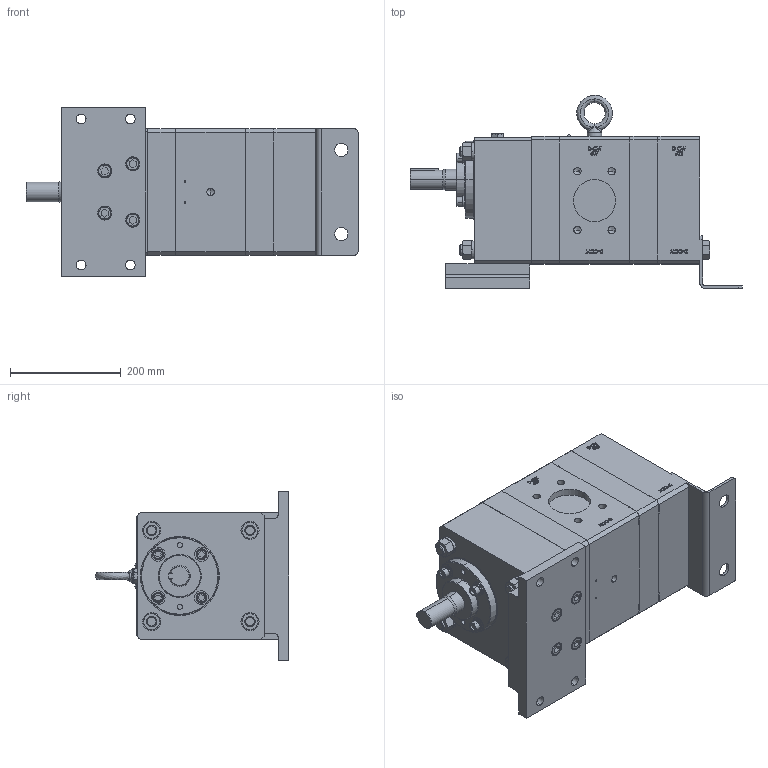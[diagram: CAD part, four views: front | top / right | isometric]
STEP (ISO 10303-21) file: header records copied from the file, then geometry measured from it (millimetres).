
FILE_DESCRIPTION (( 'STEP AP214' ), '1' );
FILE_NAME ('G-1440-15J9-003.STEP', '2019-09-24T18:09:20', ( '' ), ( '' ), 'SwSTEP 2.0', 'SolidWorks 2018', '' );
FILE_SCHEMA (( 'AUTOMOTIVE_DESIGN' ));
Length unit declared in the file: inch
Products named in the file (1): G-1440-15J9-003
Bounding box: 600.39 x 349.45 x 304.8 mm (x, y, z)
Volume: 23683234.2 mm3; surface area: 713663.5 mm2
Topology: 1 solids, 1 shells, 1943 faces, 4944 edges, 3219 vertices
Faces by surface type: plane 1170, bspline 432, cylinder 200, cone 133, torus 4, sphere 4
Entity records: 105438 total; most frequent: CARTESIAN_POINT 45509, ORIENTED_EDGE 9824, DIRECTION 7464, EDGE_CURVE 4912, LINE 3358, VECTOR 3358, VERTEX_POINT 3217, EDGE_LOOP 2219
